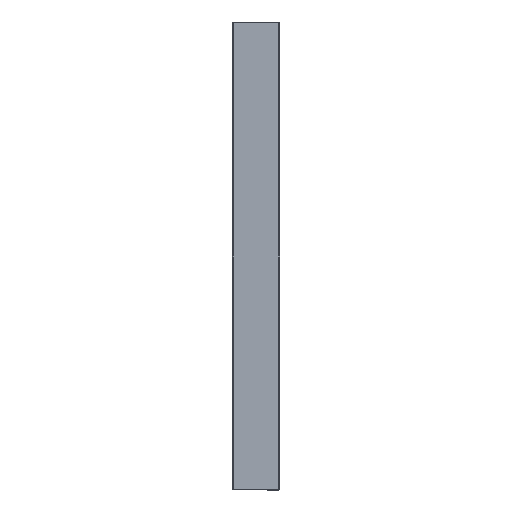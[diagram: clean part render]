
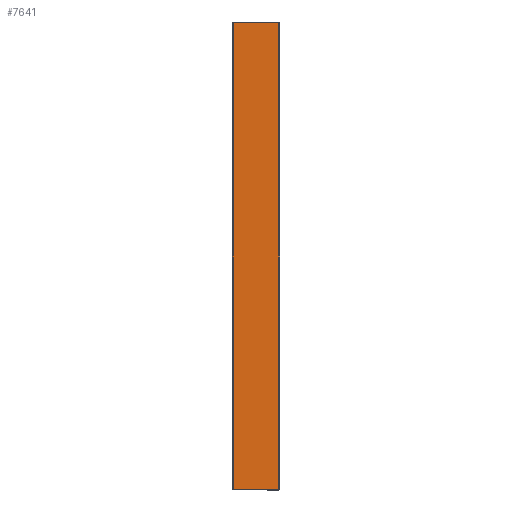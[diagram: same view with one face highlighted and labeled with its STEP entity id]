
A CAD part, left-side view. The second image highlights one B-rep face of the part: STEP entity #7641.
In plain terms, the highlighted face is planar.
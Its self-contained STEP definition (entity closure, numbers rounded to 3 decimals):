
#2 = DIRECTION ( 'NONE',  ( 0., 1., 0. ) ) ;
#124 = CARTESIAN_POINT ( 'NONE',  ( -495., 0., -48. ) ) ;
#650 = DIRECTION ( 'NONE',  ( 0., 0., 1. ) ) ;
#779 = LINE ( 'NONE', #6220, #3059 ) ;
#795 = ORIENTED_EDGE ( 'NONE', *, *, #3828, .T. ) ;
#1056 = DIRECTION ( 'NONE',  ( 1., 0., 0. ) ) ;
#1201 = VECTOR ( 'NONE', #4930, 1000. ) ;
#2003 = EDGE_CURVE ( 'NONE', #6221, #2605, #4906, .T. ) ;
#2088 = EDGE_CURVE ( 'NONE', #2139, #4702, #779, .T. ) ;
#2139 = VERTEX_POINT ( 'NONE', #4348 ) ;
#2605 = VERTEX_POINT ( 'NONE', #4934 ) ;
#2866 = DIRECTION ( 'NONE',  ( 0., 0., 1. ) ) ;
#3059 = VECTOR ( 'NONE', #650, 1000. ) ;
#3488 = ORIENTED_EDGE ( 'NONE', *, *, #2088, .T. ) ;
#3828 = EDGE_CURVE ( 'NONE', #2605, #2139, #8364, .T. ) ;
#4348 = CARTESIAN_POINT ( 'NONE',  ( -495., 0., -48. ) ) ;
#4462 = LINE ( 'NONE', #7900, #4889 ) ;
#4702 = VERTEX_POINT ( 'NONE', #7378 ) ;
#4731 = ORIENTED_EDGE ( 'NONE', *, *, #8569, .T. ) ;
#4810 = CARTESIAN_POINT ( 'NONE',  ( 495., 0., 50. ) ) ;
#4889 = VECTOR ( 'NONE', #1056, 1000. ) ;
#4906 = LINE ( 'NONE', #4810, #8118 ) ;
#4910 = FACE_OUTER_BOUND ( 'NONE', #6168, .T. ) ;
#4930 = DIRECTION ( 'NONE',  ( -1., 0., 0. ) ) ;
#4934 = CARTESIAN_POINT ( 'NONE',  ( 495., 0., -48. ) ) ;
#5546 = CARTESIAN_POINT ( 'NONE',  ( 0., 0., 0. ) ) ;
#5629 = DIRECTION ( 'NONE',  ( 0., 0., -1. ) ) ;
#5775 = ORIENTED_EDGE ( 'NONE', *, *, #2003, .T. ) ;
#5789 = CARTESIAN_POINT ( 'NONE',  ( 495., 0., 48. ) ) ;
#5991 = AXIS2_PLACEMENT_3D ( 'NONE', #5546, #2, #2866 ) ;
#6168 = EDGE_LOOP ( 'NONE', ( #5775, #795, #3488, #4731 ) ) ;
#6220 = CARTESIAN_POINT ( 'NONE',  ( -495., 0., 50. ) ) ;
#6221 = VERTEX_POINT ( 'NONE', #5789 ) ;
#7378 = CARTESIAN_POINT ( 'NONE',  ( -495., 0., 48. ) ) ;
#7619 = PLANE ( 'NONE',  #5991 ) ;
#7641 = ADVANCED_FACE ( 'NONE', ( #4910 ), #7619, .T. ) ;
#7900 = CARTESIAN_POINT ( 'NONE',  ( 495., 0., 48. ) ) ;
#8118 = VECTOR ( 'NONE', #5629, 1000. ) ;
#8364 = LINE ( 'NONE', #124, #1201 ) ;
#8569 = EDGE_CURVE ( 'NONE', #4702, #6221, #4462, .T. ) ;
